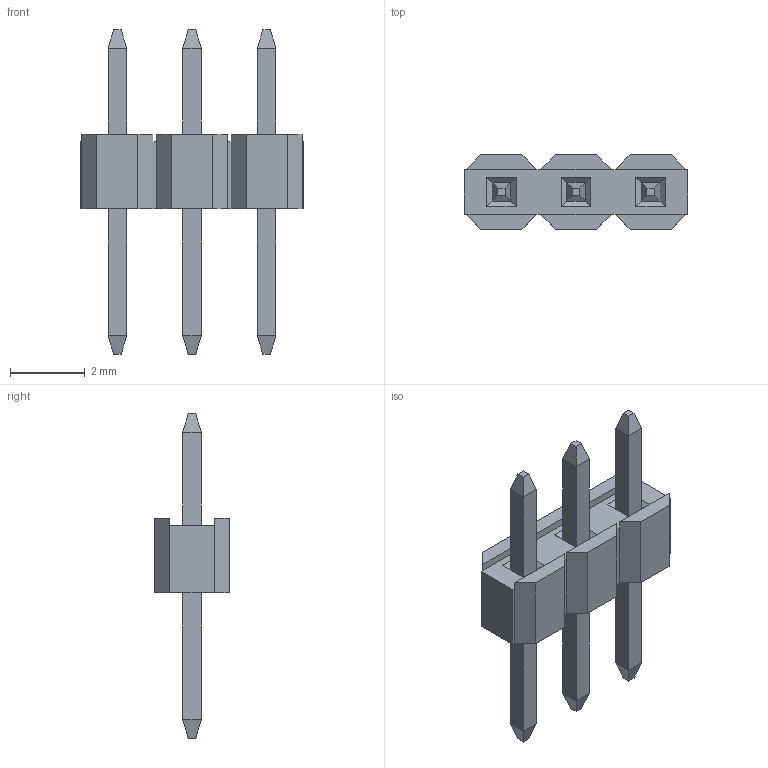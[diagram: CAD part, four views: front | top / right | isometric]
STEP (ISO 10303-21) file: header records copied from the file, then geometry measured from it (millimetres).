
FILE_DESCRIPTION(('FreeCAD Model'),'2;1');
FILE_NAME('314-010-003-00.stp' ,'2018-08-06T09:29:45',('Author'),(''), 'Open CASCADE STEP processor 6.8','FreeCAD','Unknown');
FILE_SCHEMA(('AUTOMOTIVE_DESIGN_CC2 { 1 2 10303 214 -1 1 5 4 }'));
Length unit declared in the file: millimetre
Products named in the file (2): ASSEMBLY; Fusion002
Assembly tree (1 placements, depth 2):
  ASSEMBLY
    Fusion002
Bounding box: 6 x 2 x 8.7 mm (x, y, z)
Volume: 24.9 mm3; surface area: 96 mm2
Topology: 1 solids, 1 shells, 108 faces, 252 edges, 152 vertices
Faces by surface type: plane 108
Entity records: 6267 total; most frequent: CARTESIAN_POINT 1018, DIRECTION 976, LINE 756, VECTOR 756, ORIENTED_EDGE 504, PCURVE 504, DEFINITIONAL_REPRESENTATION 504, EDGE_CURVE 252
